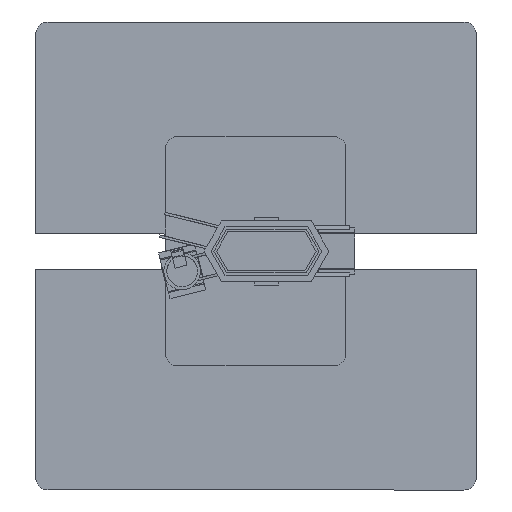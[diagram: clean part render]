
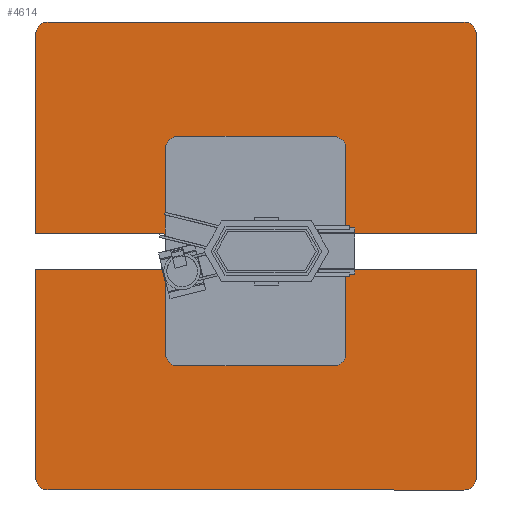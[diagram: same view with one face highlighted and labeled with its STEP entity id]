
A CAD part, left-side view. The second image highlights one B-rep face of the part: STEP entity #4614.
In plain terms, the highlighted face is planar.
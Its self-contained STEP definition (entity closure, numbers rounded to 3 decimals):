
#6 = LINE ( 'NONE', #3831, #6272 ) ;
#34 = VECTOR ( 'NONE', #2568, 1000. ) ;
#71 = VERTEX_POINT ( 'NONE', #183 ) ;
#106 = AXIS2_PLACEMENT_3D ( 'NONE', #7031, #1286, #180 ) ;
#121 = ORIENTED_EDGE ( 'NONE', *, *, #3156, .F. ) ;
#146 = AXIS2_PLACEMENT_3D ( 'NONE', #2525, #3779, #576 ) ;
#180 = DIRECTION ( 'NONE',  ( 1., 0., 0. ) ) ;
#183 = CARTESIAN_POINT ( 'NONE',  ( -37.5, -160., 0. ) ) ;
#328 = VERTEX_POINT ( 'NONE', #7419 ) ;
#353 = VECTOR ( 'NONE', #4030, 1000. ) ;
#391 = VECTOR ( 'NONE', #1268, 1000. ) ;
#428 = DIRECTION ( 'NONE',  ( 1., 0., 0. ) ) ;
#441 = ORIENTED_EDGE ( 'NONE', *, *, #2297, .F. ) ;
#444 = VERTEX_POINT ( 'NONE', #762 ) ;
#445 = CARTESIAN_POINT ( 'NONE',  ( -362.5, -360., 0. ) ) ;
#519 = AXIS2_PLACEMENT_3D ( 'NONE', #5959, #6668, #4003 ) ;
#576 = DIRECTION ( 'NONE',  ( 1., 0., 0. ) ) ;
#595 = VERTEX_POINT ( 'NONE', #5466 ) ;
#605 = VERTEX_POINT ( 'NONE', #2794 ) ;
#668 = VECTOR ( 'NONE', #6318, 1000. ) ;
#681 = CIRCLE ( 'NONE', #7603, 20. ) ;
#724 = CARTESIAN_POINT ( 'NONE',  ( 362.5, -360., 0. ) ) ;
#762 = CARTESIAN_POINT ( 'NONE',  ( -382.5, -340., 0. ) ) ;
#808 = VERTEX_POINT ( 'NONE', #3279 ) ;
#843 = VERTEX_POINT ( 'NONE', #724 ) ;
#867 = AXIS2_PLACEMENT_3D ( 'NONE', #5573, #6826, #3048 ) ;
#911 = CARTESIAN_POINT ( 'NONE',  ( 22.5, -360., 0. ) ) ;
#917 = ORIENTED_EDGE ( 'NONE', *, *, #2152, .T. ) ;
#1123 = CARTESIAN_POINT ( 'NONE',  ( 362.5, 360., 0. ) ) ;
#1195 = ORIENTED_EDGE ( 'NONE', *, *, #5716, .T. ) ;
#1220 = CARTESIAN_POINT ( 'NONE',  ( 22.5, -160., 0. ) ) ;
#1268 = DIRECTION ( 'NONE',  ( 0., -1., 0. ) ) ;
#1281 = VERTEX_POINT ( 'NONE', #445 ) ;
#1286 = DIRECTION ( 'NONE',  ( 0., 0., 1. ) ) ;
#1345 = LINE ( 'NONE', #5748, #34 ) ;
#1360 = LINE ( 'NONE', #911, #6488 ) ;
#1370 = FACE_OUTER_BOUND ( 'NONE', #2351, .T. ) ;
#1389 = LINE ( 'NONE', #5259, #391 ) ;
#1392 = DIRECTION ( 'NONE',  ( -1., 0., 0. ) ) ;
#1441 = ORIENTED_EDGE ( 'NONE', *, *, #6220, .F. ) ;
#1473 = CIRCLE ( 'NONE', #867, 30. ) ;
#1619 = VERTEX_POINT ( 'NONE', #2635 ) ;
#1642 = VECTOR ( 'NONE', #1392, 1000. ) ;
#1661 = ORIENTED_EDGE ( 'NONE', *, *, #3974, .F. ) ;
#1767 = CARTESIAN_POINT ( 'NONE',  ( -382.5, -360., 0. ) ) ;
#1790 = DIRECTION ( 'NONE',  ( 1., 0., 0. ) ) ;
#1937 = DIRECTION ( 'NONE',  ( 1., 0., 0. ) ) ;
#1984 = ORIENTED_EDGE ( 'NONE', *, *, #3756, .T. ) ;
#2105 = ORIENTED_EDGE ( 'NONE', *, *, #5743, .T. ) ;
#2152 = EDGE_CURVE ( 'NONE', #2827, #843, #7145, .T. ) ;
#2153 = CIRCLE ( 'NONE', #4267, 20. ) ;
#2221 = VERTEX_POINT ( 'NONE', #1220 ) ;
#2249 = CARTESIAN_POINT ( 'NONE',  ( -362.5, 340., 0. ) ) ;
#2297 = EDGE_CURVE ( 'NONE', #8236, #5464, #6, .T. ) ;
#2302 = LINE ( 'NONE', #5062, #7128 ) ;
#2351 = EDGE_LOOP ( 'NONE', ( #1441, #5590, #6307, #917, #3841, #2105, #8034, #1195, #7275, #7538, #121, #1984, #5569, #441, #1661, #2848 ) ) ;
#2525 = CARTESIAN_POINT ( 'NONE',  ( 362.5, -340., 0. ) ) ;
#2568 = DIRECTION ( 'NONE',  ( -1., 0., 0. ) ) ;
#2635 = CARTESIAN_POINT ( 'NONE',  ( 382.5, 340., 0. ) ) ;
#2644 = LINE ( 'NONE', #5933, #353 ) ;
#2726 = LINE ( 'NONE', #7644, #1642 ) ;
#2794 = CARTESIAN_POINT ( 'NONE',  ( -362.5, 360., 0. ) ) ;
#2827 = VERTEX_POINT ( 'NONE', #4768 ) ;
#2848 = ORIENTED_EDGE ( 'NONE', *, *, #5146, .F. ) ;
#2937 = EDGE_CURVE ( 'NONE', #595, #843, #2302, .T. ) ;
#3048 = DIRECTION ( 'NONE',  ( -1., 0., 0. ) ) ;
#3156 = EDGE_CURVE ( 'NONE', #328, #444, #1389, .T. ) ;
#3223 = PLANE ( 'NONE',  #106 ) ;
#3279 = CARTESIAN_POINT ( 'NONE',  ( -37.5, -360., 0. ) ) ;
#3421 = EDGE_CURVE ( 'NONE', #1281, #444, #7821, .T. ) ;
#3458 = CARTESIAN_POINT ( 'NONE',  ( 22.5, 360., 0. ) ) ;
#3756 = EDGE_CURVE ( 'NONE', #328, #605, #681, .T. ) ;
#3779 = DIRECTION ( 'NONE',  ( 0., 0., -1. ) ) ;
#3831 = CARTESIAN_POINT ( 'NONE',  ( -37.5, 360., 0. ) ) ;
#3841 = ORIENTED_EDGE ( 'NONE', *, *, #2937, .F. ) ;
#3974 = EDGE_CURVE ( 'NONE', #5657, #8236, #1473, .T. ) ;
#4000 = CARTESIAN_POINT ( 'NONE',  ( 22.5, 160., 0. ) ) ;
#4003 = DIRECTION ( 'NONE',  ( -1., 0., 0. ) ) ;
#4030 = DIRECTION ( 'NONE',  ( 0., -1., 0. ) ) ;
#4267 = AXIS2_PLACEMENT_3D ( 'NONE', #6739, #5404, #428 ) ;
#4415 = VERTEX_POINT ( 'NONE', #1123 ) ;
#4452 = DIRECTION ( 'NONE',  ( 0., 1., 0. ) ) ;
#4516 = VECTOR ( 'NONE', #5109, 1000. ) ;
#4550 = EDGE_CURVE ( 'NONE', #2827, #1619, #7410, .T. ) ;
#4571 = CIRCLE ( 'NONE', #519, 30. ) ;
#4614 = ADVANCED_FACE ( 'NONE', ( #1370 ), #3223, .F. ) ;
#4768 = CARTESIAN_POINT ( 'NONE',  ( 382.5, -340., 0. ) ) ;
#4900 = VERTEX_POINT ( 'NONE', #3458 ) ;
#4922 = LINE ( 'NONE', #1767, #6798 ) ;
#5022 = CARTESIAN_POINT ( 'NONE',  ( 22.5, 360., 0. ) ) ;
#5062 = CARTESIAN_POINT ( 'NONE',  ( -382.5, -360., 0. ) ) ;
#5109 = DIRECTION ( 'NONE',  ( 0., 1., 0. ) ) ;
#5146 = EDGE_CURVE ( 'NONE', #4900, #5657, #5330, .T. ) ;
#5190 = CARTESIAN_POINT ( 'NONE',  ( -37.5, 160., 0. ) ) ;
#5259 = CARTESIAN_POINT ( 'NONE',  ( -382.5, 360., 0. ) ) ;
#5330 = LINE ( 'NONE', #5022, #668 ) ;
#5404 = DIRECTION ( 'NONE',  ( 0., 0., -1. ) ) ;
#5464 = VERTEX_POINT ( 'NONE', #7997 ) ;
#5466 = CARTESIAN_POINT ( 'NONE',  ( 22.5, -360., 0. ) ) ;
#5569 = ORIENTED_EDGE ( 'NONE', *, *, #6321, .F. ) ;
#5573 = CARTESIAN_POINT ( 'NONE',  ( -7.5, 160., 0. ) ) ;
#5590 = ORIENTED_EDGE ( 'NONE', *, *, #5929, .T. ) ;
#5657 = VERTEX_POINT ( 'NONE', #4000 ) ;
#5716 = EDGE_CURVE ( 'NONE', #71, #808, #2644, .T. ) ;
#5743 = EDGE_CURVE ( 'NONE', #595, #2221, #1360, .T. ) ;
#5748 = CARTESIAN_POINT ( 'NONE',  ( -382.5, 360., 0. ) ) ;
#5929 = EDGE_CURVE ( 'NONE', #4415, #1619, #2153, .T. ) ;
#5933 = CARTESIAN_POINT ( 'NONE',  ( -37.5, -360., 0. ) ) ;
#5959 = CARTESIAN_POINT ( 'NONE',  ( -7.5, -160., 0. ) ) ;
#6065 = EDGE_CURVE ( 'NONE', #1281, #808, #4922, .T. ) ;
#6220 = EDGE_CURVE ( 'NONE', #4415, #4900, #1345, .T. ) ;
#6267 = CARTESIAN_POINT ( 'NONE',  ( -362.5, -340., 0. ) ) ;
#6272 = VECTOR ( 'NONE', #4452, 1000. ) ;
#6307 = ORIENTED_EDGE ( 'NONE', *, *, #4550, .F. ) ;
#6318 = DIRECTION ( 'NONE',  ( 0., -1., 0. ) ) ;
#6321 = EDGE_CURVE ( 'NONE', #5464, #605, #2726, .T. ) ;
#6488 = VECTOR ( 'NONE', #7106, 1000. ) ;
#6656 = DIRECTION ( 'NONE',  ( 0., 0., -1. ) ) ;
#6668 = DIRECTION ( 'NONE',  ( 0., 0., 1. ) ) ;
#6739 = CARTESIAN_POINT ( 'NONE',  ( 362.5, 340., 0. ) ) ;
#6771 = DIRECTION ( 'NONE',  ( 1., 0., 0. ) ) ;
#6798 = VECTOR ( 'NONE', #1790, 1000. ) ;
#6826 = DIRECTION ( 'NONE',  ( 0., 0., -1. ) ) ;
#6962 = DIRECTION ( 'NONE',  ( 1., 0., 0. ) ) ;
#7031 = CARTESIAN_POINT ( 'NONE',  ( 382.5, -360., 0. ) ) ;
#7106 = DIRECTION ( 'NONE',  ( 0., 1., 0. ) ) ;
#7110 = EDGE_CURVE ( 'NONE', #2221, #71, #4571, .T. ) ;
#7128 = VECTOR ( 'NONE', #6962, 1000. ) ;
#7145 = CIRCLE ( 'NONE', #146, 20. ) ;
#7275 = ORIENTED_EDGE ( 'NONE', *, *, #6065, .F. ) ;
#7410 = LINE ( 'NONE', #7590, #4516 ) ;
#7419 = CARTESIAN_POINT ( 'NONE',  ( -382.5, 340., 0. ) ) ;
#7538 = ORIENTED_EDGE ( 'NONE', *, *, #3421, .T. ) ;
#7590 = CARTESIAN_POINT ( 'NONE',  ( 382.5, 360., 0. ) ) ;
#7603 = AXIS2_PLACEMENT_3D ( 'NONE', #2249, #6656, #6771 ) ;
#7644 = CARTESIAN_POINT ( 'NONE',  ( -382.5, 360., 0. ) ) ;
#7745 = AXIS2_PLACEMENT_3D ( 'NONE', #6267, #8173, #1937 ) ;
#7821 = CIRCLE ( 'NONE', #7745, 20. ) ;
#7997 = CARTESIAN_POINT ( 'NONE',  ( -37.5, 360., 0. ) ) ;
#8034 = ORIENTED_EDGE ( 'NONE', *, *, #7110, .T. ) ;
#8173 = DIRECTION ( 'NONE',  ( 0., 0., -1. ) ) ;
#8236 = VERTEX_POINT ( 'NONE', #5190 ) ;
